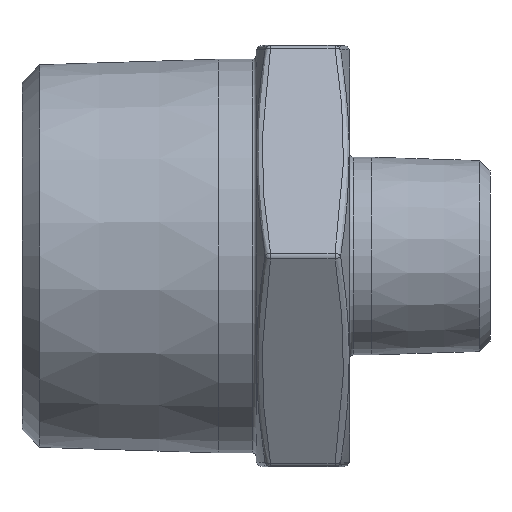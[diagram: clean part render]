
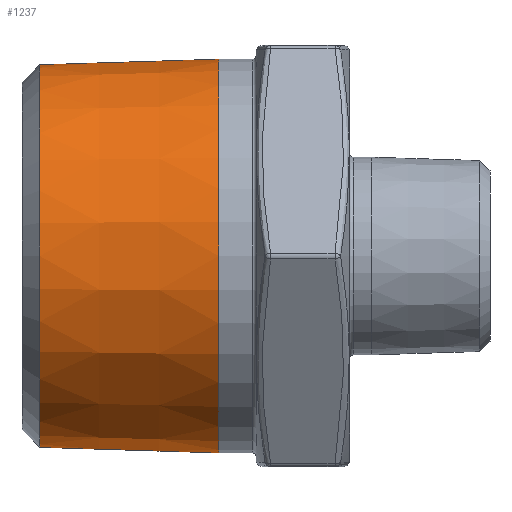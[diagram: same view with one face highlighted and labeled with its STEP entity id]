
A CAD part, front view. The second image highlights one B-rep face of the part: STEP entity #1237.
In plain terms, the highlighted conical face has half-angle 1.79 degrees and reference radius 16.625 mm.
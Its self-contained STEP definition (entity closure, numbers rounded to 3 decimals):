
#18 = DIRECTION ( 'NONE',  ( 1., 0., 0. ) ) ;
#1079 = CARTESIAN_POINT ( 'NONE',  ( 16.8, 0., 0. ) ) ;
#1154 = CARTESIAN_POINT ( 'NONE',  ( 10.4, 0., 0. ) ) ;
#1237 = ADVANCED_FACE ( 'NONE', ( #3625, #9541 ), #8382, .T. ) ;
#1790 = DIRECTION ( 'NONE',  ( 1., 0., 0. ) ) ;
#2125 = VERTEX_POINT ( 'NONE', #11719 ) ;
#2990 = EDGE_CURVE ( 'NONE', #2125, #2125, #13210, .T. ) ;
#3393 = DIRECTION ( 'NONE',  ( 0., 0., 1. ) ) ;
#3625 = FACE_BOUND ( 'NONE', #10938, .T. ) ;
#3721 = DIRECTION ( 'NONE',  ( -1., 0., 0. ) ) ;
#4717 = ORIENTED_EDGE ( 'NONE', *, *, #2990, .T. ) ;
#5590 = AXIS2_PLACEMENT_3D ( 'NONE', #1154, #18, #10973 ) ;
#7586 = CARTESIAN_POINT ( 'NONE',  ( 1.527, 0., 0. ) ) ;
#8382 = CONICAL_SURFACE ( 'NONE', #5590, 16.625, 0.031 ) ;
#8507 = EDGE_CURVE ( 'NONE', #9025, #9025, #14485, .T. ) ;
#9025 = VERTEX_POINT ( 'NONE', #15265 ) ;
#9183 = ORIENTED_EDGE ( 'NONE', *, *, #8507, .T. ) ;
#9541 = FACE_OUTER_BOUND ( 'NONE', #12324, .T. ) ;
#10938 = EDGE_LOOP ( 'NONE', ( #4717 ) ) ;
#10973 = DIRECTION ( 'NONE',  ( 0., 0., -1. ) ) ;
#11306 = DIRECTION ( 'NONE',  ( 0., 0., 1. ) ) ;
#11719 = CARTESIAN_POINT ( 'NONE',  ( 1.527, 0., 16.347 ) ) ;
#12324 = EDGE_LOOP ( 'NONE', ( #9183 ) ) ;
#12939 = AXIS2_PLACEMENT_3D ( 'NONE', #7586, #1790, #11306 ) ;
#13210 = CIRCLE ( 'NONE', #12939, 16.347 ) ;
#14485 = CIRCLE ( 'NONE', #15230, 16.824 ) ;
#15230 = AXIS2_PLACEMENT_3D ( 'NONE', #1079, #3721, #3393 ) ;
#15265 = CARTESIAN_POINT ( 'NONE',  ( 16.8, 0., 16.824 ) ) ;
